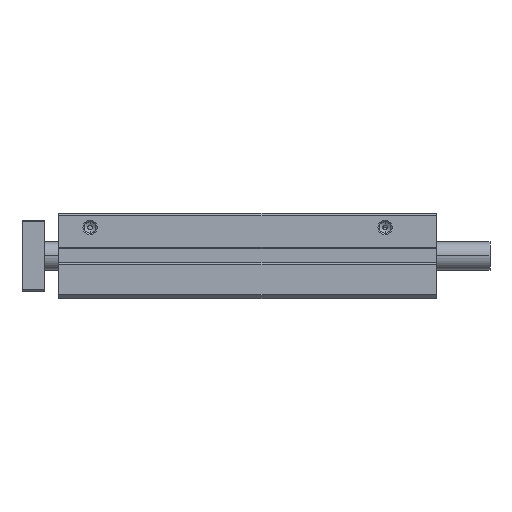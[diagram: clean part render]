
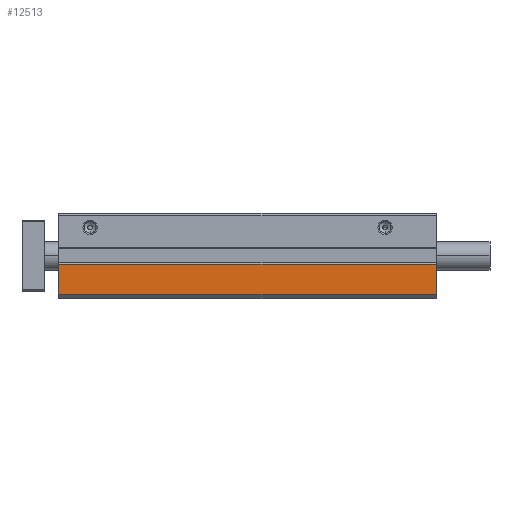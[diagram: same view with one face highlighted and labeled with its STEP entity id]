
A CAD part, top view. The second image highlights one B-rep face of the part: STEP entity #12513.
In plain terms, the highlighted planar face has unit normal (0, 0, 1).
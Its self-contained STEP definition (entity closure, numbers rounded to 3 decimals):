
#1646 = ORIENTED_EDGE ( 'NONE', *, *, #7143, .T. ) ;
#1707 = ORIENTED_EDGE ( 'NONE', *, *, #8078, .T. ) ;
#2263 = VERTEX_POINT ( 'NONE', #9673 ) ;
#2423 = AXIS2_PLACEMENT_3D ( 'NONE', #6165, #8021, #4241 ) ;
#2497 = CARTESIAN_POINT ( 'NONE',  ( 0., -13.7, 32. ) ) ;
#2729 = VECTOR ( 'NONE', #5969, 1000. ) ;
#2901 = VERTEX_POINT ( 'NONE', #8412 ) ;
#4241 = DIRECTION ( 'NONE',  ( 1., 0., 0. ) ) ;
#4551 = DIRECTION ( 'NONE',  ( -1., 0., 0. ) ) ;
#4645 = LINE ( 'NONE', #8552, #7936 ) ;
#5648 = EDGE_CURVE ( 'NONE', #6278, #9530, #11212, .T. ) ;
#5969 = DIRECTION ( 'NONE',  ( 0., -1., 0. ) ) ;
#6030 = CARTESIAN_POINT ( 'NONE',  ( 0., -13.7, 32. ) ) ;
#6165 = CARTESIAN_POINT ( 'NONE',  ( 0., -13.7, 32. ) ) ;
#6278 = VERTEX_POINT ( 'NONE', #6516 ) ;
#6505 = VECTOR ( 'NONE', #12461, 1000. ) ;
#6516 = CARTESIAN_POINT ( 'NONE',  ( 0., -3., 32. ) ) ;
#6630 = EDGE_LOOP ( 'NONE', ( #12516, #1707, #12299, #1646 ) ) ;
#6635 = DIRECTION ( 'NONE',  ( 0., -1., 0. ) ) ;
#6677 = VECTOR ( 'NONE', #4551, 1000. ) ;
#6994 = LINE ( 'NONE', #6030, #6505 ) ;
#7143 = EDGE_CURVE ( 'NONE', #2901, #6278, #9493, .T. ) ;
#7298 = CARTESIAN_POINT ( 'NONE',  ( 0., -13.7, 32. ) ) ;
#7936 = VECTOR ( 'NONE', #6635, 1000. ) ;
#8021 = DIRECTION ( 'NONE',  ( 0., 0., 1. ) ) ;
#8078 = EDGE_CURVE ( 'NONE', #9530, #2263, #6994, .T. ) ;
#8084 = FACE_OUTER_BOUND ( 'NONE', #6630, .T. ) ;
#8093 = EDGE_CURVE ( 'NONE', #2901, #2263, #4645, .T. ) ;
#8412 = CARTESIAN_POINT ( 'NONE',  ( 133., -3., 32. ) ) ;
#8552 = CARTESIAN_POINT ( 'NONE',  ( 133., 0., 32. ) ) ;
#9435 = CARTESIAN_POINT ( 'NONE',  ( 0., -3., 32. ) ) ;
#9493 = LINE ( 'NONE', #9435, #6677 ) ;
#9530 = VERTEX_POINT ( 'NONE', #2497 ) ;
#9673 = CARTESIAN_POINT ( 'NONE',  ( 133., -13.7, 32. ) ) ;
#11212 = LINE ( 'NONE', #7298, #2729 ) ;
#11998 = PLANE ( 'NONE',  #2423 ) ;
#12299 = ORIENTED_EDGE ( 'NONE', *, *, #8093, .F. ) ;
#12461 = DIRECTION ( 'NONE',  ( 1., 0., 0. ) ) ;
#12513 = ADVANCED_FACE ( 'NONE', ( #8084 ), #11998, .T. ) ;
#12516 = ORIENTED_EDGE ( 'NONE', *, *, #5648, .T. ) ;
